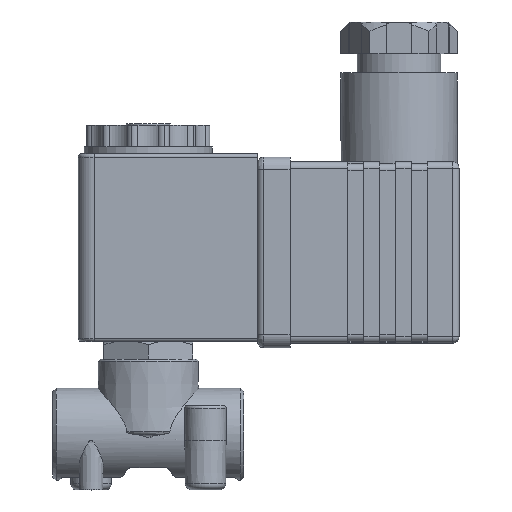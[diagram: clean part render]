
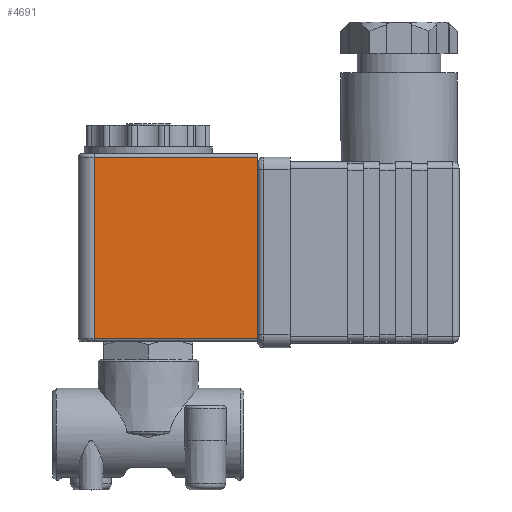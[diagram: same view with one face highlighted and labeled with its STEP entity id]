
A CAD part, top view. The second image highlights one B-rep face of the part: STEP entity #4691.
In plain terms, the highlighted planar face has unit normal (0, 0, 1).
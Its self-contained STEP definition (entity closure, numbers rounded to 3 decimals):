
#4372=CARTESIAN_POINT('',(-8.5,43.6,11.0));
#4373=VERTEX_POINT('',#4372);
#4396=CARTESIAN_POINT('',(-8.5,15.1,11.0));
#4397=VERTEX_POINT('',#4396);
#4439=CARTESIAN_POINT('',(17.2,43.6,11.0));
#4440=VERTEX_POINT('',#4439);
#4441=CARTESIAN_POINT('',(17.2,43.6,11.0));
#4442=DIRECTION('',(-1.0,0.0,0.0));
#4443=VECTOR('',#4442,25.7);
#4444=LINE('',#4441,#4443);
#4445=EDGE_CURVE('',#4440,#4373,#4444,.T.);
#4526=CARTESIAN_POINT('',(17.2,15.1,11.0));
#4527=VERTEX_POINT('',#4526);
#4528=CARTESIAN_POINT('',(17.2,15.1,11.0));
#4529=DIRECTION('',(-1.0,0.0,0.0));
#4530=VECTOR('',#4529,25.7);
#4531=LINE('',#4528,#4530);
#4532=EDGE_CURVE('',#4527,#4397,#4531,.T.);
#4640=CARTESIAN_POINT('',(17.2,43.6,11.0));
#4641=DIRECTION('',(0.0,-1.0,0.0));
#4642=VECTOR('',#4641,28.5);
#4643=LINE('',#4640,#4642);
#4644=EDGE_CURVE('',#4440,#4527,#4643,.T.);
#4675=CARTESIAN_POINT('',(-8.5,44.1,11.0));
#4676=DIRECTION('',(0.0,0.0,-1.0));
#4677=DIRECTION('',(-1.0,0.0,0.0));
#4678=AXIS2_PLACEMENT_3D('',#4675,#4676,#4677);
#4679=PLANE('',#4678);
#4680=ORIENTED_EDGE('',*,*,#4445,.T.);
#4681=CARTESIAN_POINT('',(-8.5,43.6,11.0));
#4682=DIRECTION('',(0.0,-1.0,0.0));
#4683=VECTOR('',#4682,28.5);
#4684=LINE('',#4681,#4683);
#4685=EDGE_CURVE('',#4373,#4397,#4684,.T.);
#4686=ORIENTED_EDGE('',*,*,#4685,.T.);
#4687=ORIENTED_EDGE('',*,*,#4532,.F.);
#4688=ORIENTED_EDGE('',*,*,#4644,.F.);
#4689=EDGE_LOOP('',(#4680,#4686,#4687,#4688));
#4690=FACE_OUTER_BOUND('',#4689,.T.);
#4691=ADVANCED_FACE('',(#4690),#4679,.F.);
